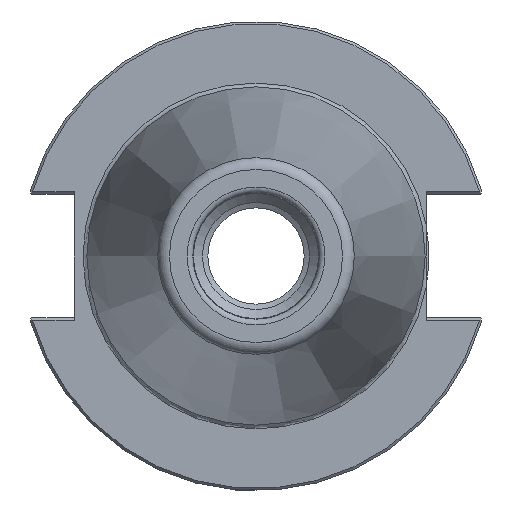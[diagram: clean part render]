
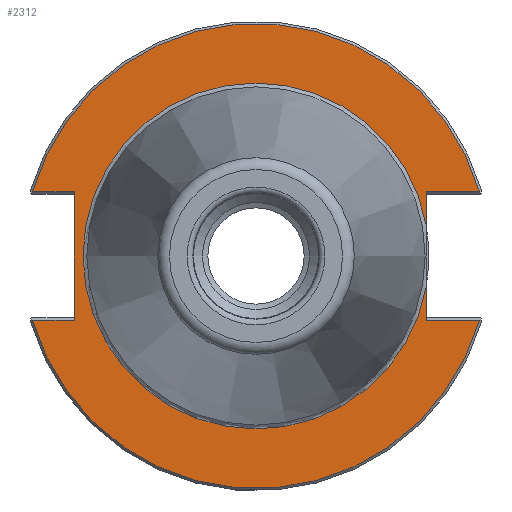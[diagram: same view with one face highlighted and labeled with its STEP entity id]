
A CAD part, left-side view. The second image highlights one B-rep face of the part: STEP entity #2312.
In plain terms, the highlighted planar face has unit normal (-1, 0, 0).
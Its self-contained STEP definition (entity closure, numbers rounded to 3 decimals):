
#132=PLANE('',#2513);
#227=FACE_OUTER_BOUND('',#354,.T.);
#354=EDGE_LOOP('',(#1702,#1703,#1704,#1705,#1706,#1707,#1708,#1709,#1710,
#1711,#1712));
#491=LINE('',#3685,#620);
#494=LINE('',#3744,#623);
#495=LINE('',#3750,#624);
#496=LINE('',#3752,#625);
#497=LINE('',#3756,#626);
#498=LINE('',#3758,#627);
#499=LINE('',#3759,#628);
#620=VECTOR('',#2917,10.);
#623=VECTOR('',#2936,10.);
#624=VECTOR('',#2941,10.);
#625=VECTOR('',#2942,10.);
#626=VECTOR('',#2945,10.);
#627=VECTOR('',#2946,10.);
#628=VECTOR('',#2947,10.);
#768=CIRCLE('',#2511,48.25);
#770=CIRCLE('',#2514,35.9);
#771=CIRCLE('',#2515,35.9);
#772=CIRCLE('',#2516,48.25);
#963=VERTEX_POINT('',#3682);
#964=VERTEX_POINT('',#3684);
#972=VERTEX_POINT('',#3731);
#975=VERTEX_POINT('',#3743);
#976=VERTEX_POINT('',#3745);
#977=VERTEX_POINT('',#3747);
#978=VERTEX_POINT('',#3749);
#979=VERTEX_POINT('',#3751);
#980=VERTEX_POINT('',#3753);
#981=VERTEX_POINT('',#3755);
#982=VERTEX_POINT('',#3757);
#1245=EDGE_CURVE('',#963,#964,#491,.T.);
#1257=EDGE_CURVE('',#964,#972,#768,.T.);
#1261=EDGE_CURVE('',#963,#975,#494,.T.);
#1262=EDGE_CURVE('',#975,#976,#770,.T.);
#1263=EDGE_CURVE('',#976,#977,#771,.T.);
#1264=EDGE_CURVE('',#977,#978,#495,.T.);
#1265=EDGE_CURVE('',#979,#978,#496,.T.);
#1266=EDGE_CURVE('',#980,#979,#772,.T.);
#1267=EDGE_CURVE('',#981,#980,#497,.T.);
#1268=EDGE_CURVE('',#981,#982,#498,.T.);
#1269=EDGE_CURVE('',#972,#982,#499,.T.);
#1702=ORIENTED_EDGE('',*,*,#1245,.F.);
#1703=ORIENTED_EDGE('',*,*,#1261,.T.);
#1704=ORIENTED_EDGE('',*,*,#1262,.T.);
#1705=ORIENTED_EDGE('',*,*,#1263,.T.);
#1706=ORIENTED_EDGE('',*,*,#1264,.T.);
#1707=ORIENTED_EDGE('',*,*,#1265,.F.);
#1708=ORIENTED_EDGE('',*,*,#1266,.F.);
#1709=ORIENTED_EDGE('',*,*,#1267,.F.);
#1710=ORIENTED_EDGE('',*,*,#1268,.T.);
#1711=ORIENTED_EDGE('',*,*,#1269,.F.);
#1712=ORIENTED_EDGE('',*,*,#1257,.F.);
#2312=ADVANCED_FACE('',(#227),#132,.T.);
#2511=AXIS2_PLACEMENT_3D('',#3732,#2930,#2931);
#2513=AXIS2_PLACEMENT_3D('',#3742,#2934,#2935);
#2514=AXIS2_PLACEMENT_3D('',#3746,#2937,#2938);
#2515=AXIS2_PLACEMENT_3D('',#3748,#2939,#2940);
#2516=AXIS2_PLACEMENT_3D('',#3754,#2943,#2944);
#2917=DIRECTION('',(0.,-1.,0.));
#2930=DIRECTION('center_axis',(1.,0.,0.));
#2931=DIRECTION('ref_axis',(0.,0.,-1.));
#2934=DIRECTION('center_axis',(-1.,0.,0.));
#2935=DIRECTION('ref_axis',(0.,0.,1.));
#2936=DIRECTION('',(0.,0.,1.));
#2937=DIRECTION('center_axis',(1.,0.,0.));
#2938=DIRECTION('ref_axis',(0.,0.,-1.));
#2939=DIRECTION('center_axis',(1.,0.,0.));
#2940=DIRECTION('ref_axis',(0.,0.,-1.));
#2941=DIRECTION('',(0.,0.,1.));
#2942=DIRECTION('',(0.,1.,0.));
#2943=DIRECTION('center_axis',(1.,0.,0.));
#2944=DIRECTION('ref_axis',(0.,0.,-1.));
#2945=DIRECTION('',(0.,1.,0.));
#2946=DIRECTION('',(0.,0.,-1.));
#2947=DIRECTION('',(0.,-1.,0.));
#3682=CARTESIAN_POINT('',(3.175,-35.3,-13.325));
#3684=CARTESIAN_POINT('',(3.175,-46.373,-13.325));
#3685=CARTESIAN_POINT('',(3.175,-13.707,-13.325));
#3731=CARTESIAN_POINT('',(3.175,46.373,-13.325));
#3732=CARTESIAN_POINT('Origin',(3.175,0.,
0.));
#3742=CARTESIAN_POINT('Origin',(3.175,48.25,0.));
#3743=CARTESIAN_POINT('',(3.175,-35.3,-6.536));
#3744=CARTESIAN_POINT('',(3.175,-35.3,-6.413));
#3745=CARTESIAN_POINT('',(3.175,0.,35.9));
#3746=CARTESIAN_POINT('Origin',(3.175,0.,
0.));
#3747=CARTESIAN_POINT('',(3.175,-35.3,6.536));
#3748=CARTESIAN_POINT('Origin',(3.175,0.,
0.));
#3749=CARTESIAN_POINT('',(3.175,-35.3,13.325));
#3750=CARTESIAN_POINT('',(3.175,-35.3,-6.413));
#3751=CARTESIAN_POINT('',(3.175,-46.373,13.325));
#3752=CARTESIAN_POINT('',(3.175,6.475,13.325));
#3753=CARTESIAN_POINT('',(3.175,46.373,13.325));
#3754=CARTESIAN_POINT('Origin',(3.175,0.,
0.));
#3755=CARTESIAN_POINT('',(3.175,37.7,13.325));
#3756=CARTESIAN_POINT('',(3.175,61.395,13.325));
#3757=CARTESIAN_POINT('',(3.175,37.7,-13.325));
#3758=CARTESIAN_POINT('',(3.175,37.7,6.413));
#3759=CARTESIAN_POINT('',(3.175,42.975,-13.325));
